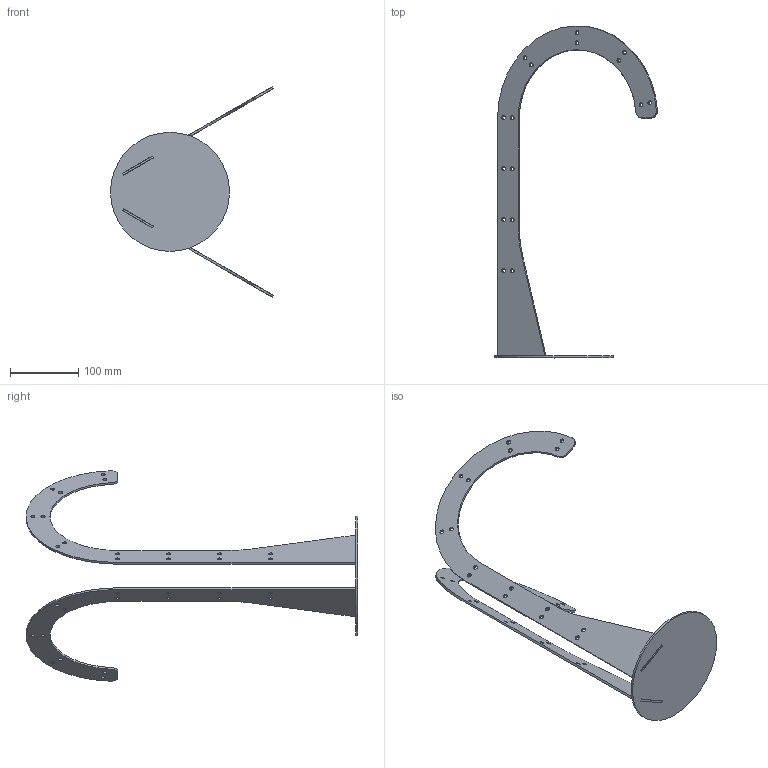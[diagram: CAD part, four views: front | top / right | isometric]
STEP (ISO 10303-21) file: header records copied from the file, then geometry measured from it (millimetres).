
FILE_DESCRIPTION(/* description */ (''),/* implementation_level */ '2;1');
FILE_NAME(/* name */ 'Water-plant-X2-structure.stp',/* time_stamp */ '2025-04-02T17:56:04+02:00',/* author */ ('au598657'),/* organization */ ('Aarhus University'),/* preprocessor_version */ 'ST-DEVELOPER v20',/* originating_system */ 'Autodesk Inventor 2025',/* authorisation */ '');
FILE_SCHEMA (('AUTOMOTIVE_DESIGN { 1 0 10303 214 3 1 1 }'));
Length unit declared in the file: millimetre
Products named in the file (3): Water-plant-X2-structure; Bottom Plate; Water Pipe Guide
Assembly tree (3 placements, depth 2):
  Water-plant-X2-structure
    Bottom Plate
    Water Pipe Guide  x2
Bounding box: 239.66 x 487.89 x 309.51 mm (x, y, z)
Volume: 243200.5 mm3; surface area: 175551.6 mm2
Topology: 3 solids, 3 shells, 83 faces, 231 edges, 154 vertices
Faces by surface type: cylinder 51, plane 32
Full cylindrical faces by diameter (mm): 6 x32, 175 x1
Entity records: 1720 total; most frequent: DIRECTION 287, CARTESIAN_POINT 268, ORIENTED_EDGE 258, EDGE_CURVE 129, AXIS2_PLACEMENT_3D 105, VERTEX_POINT 86, EDGE_LOOP 83, LINE 77
